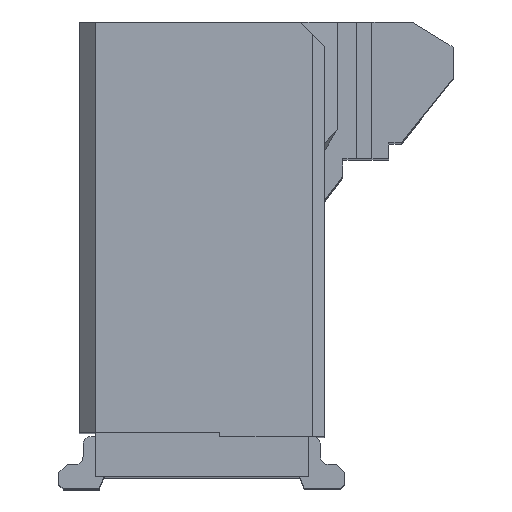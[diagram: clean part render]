
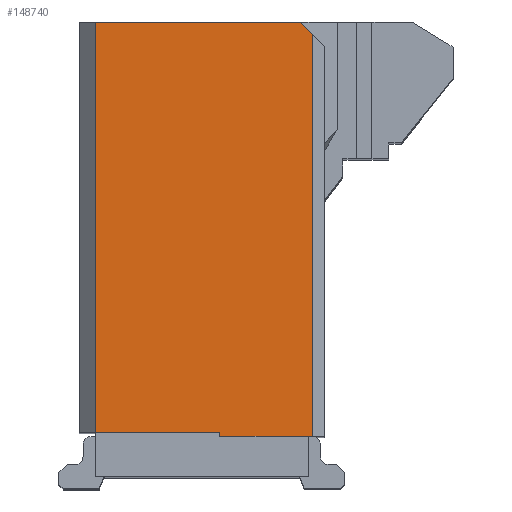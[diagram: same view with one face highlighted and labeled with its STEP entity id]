
A CAD part, top view. The second image highlights one B-rep face of the part: STEP entity #148740.
In plain terms, the highlighted planar face has unit normal (0, 0, 1).
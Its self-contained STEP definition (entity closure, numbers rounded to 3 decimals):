
#16020=CARTESIAN_POINT('',(47.918,-8.,-6.105));
#16030=DIRECTION('',(0.,-1.,0.));
#16040=VECTOR('',#16030,1.);
#16050=LINE('',#16020,#16040);
#16060=CARTESIAN_POINT('',(47.918,-1.022,
-6.105));
#16070=VERTEX_POINT('',#16060);
#16080=CARTESIAN_POINT('',(47.918,-1.072,
-6.105));
#16090=VERTEX_POINT('',#16080);
#16100=EDGE_CURVE('',#16070,#16090,#16050,.T.);
#140300=CARTESIAN_POINT('',(36.,-1.072,-6.105));
#140310=DIRECTION('',(1.,0.,0.));
#140320=VECTOR('',#140310,1.);
#140330=LINE('',#140300,#140320);
#140340=CARTESIAN_POINT('',(49.068,-1.072,
-6.105));
#140350=VERTEX_POINT('',#140340);
#140360=EDGE_CURVE('',#16090,#140350,#140330,.T.);
#146990=CARTESIAN_POINT('',(46.368,-1.022,
-6.105));
#147000=VERTEX_POINT('',#146990);
#147030=CARTESIAN_POINT('',(36.,-1.022,-6.105));
#147040=DIRECTION('',(-1.,0.,0.));
#147050=VECTOR('',#147040,1.);
#147060=LINE('',#147030,#147050);
#147070=EDGE_CURVE('',#16070,#147000,#147060,.T.);
#148210=CARTESIAN_POINT('',(49.068,3.928,
-6.105));
#148220=VERTEX_POINT('',#148210);
#148250=CARTESIAN_POINT('',(60.996,-8.,-6.105));
#148260=DIRECTION('',(0.707,-0.707,0.));
#148270=VECTOR('',#148260,1.);
#148280=LINE('',#148250,#148270);
#148290=CARTESIAN_POINT('',(48.918,4.078,
-6.105));
#148300=VERTEX_POINT('',#148290);
#148310=EDGE_CURVE('',#148300,#148220,#148280,.T.);
#148430=CARTESIAN_POINT('',(47.918,-1.022,
-6.105));
#148440=DIRECTION('',(0.,-0.,1.));
#148450=DIRECTION('',(1.,0.,0.));
#148460=AXIS2_PLACEMENT_3D('',#148430,#148440,#148450);
#148470=PLANE('',#148460);
#148480=ORIENTED_EDGE('',*,*,#140360,.T.);
#148490=ORIENTED_EDGE('',*,*,#16100,.T.);
#148500=ORIENTED_EDGE('',*,*,#147070,.F.);
#148510=CARTESIAN_POINT('',(46.368,1.528,
-6.105));
#148520=DIRECTION('',(0.,1.,0.));
#148530=VECTOR('',#148520,1.);
#148540=LINE('',#148510,#148530);
#148550=CARTESIAN_POINT('',(46.368,4.078,
-6.105));
#148560=VERTEX_POINT('',#148550);
#148570=EDGE_CURVE('',#147000,#148560,#148540,.T.);
#148580=ORIENTED_EDGE('',*,*,#148570,.F.);
#148590=CARTESIAN_POINT('',(36.,4.078,-6.105));
#148600=DIRECTION('',(1.,0.,0.));
#148610=VECTOR('',#148600,1.);
#148620=LINE('',#148590,#148610);
#148630=EDGE_CURVE('',#148560,#148300,#148620,.T.);
#148640=ORIENTED_EDGE('',*,*,#148630,.F.);
#148650=ORIENTED_EDGE('',*,*,#148310,.F.);
#148660=CARTESIAN_POINT('',(49.068,1.353,
-6.105));
#148670=DIRECTION('',(0.,-1.,0.));
#148680=VECTOR('',#148670,1.);
#148690=LINE('',#148660,#148680);
#148700=EDGE_CURVE('',#148220,#140350,#148690,.T.);
#148710=ORIENTED_EDGE('',*,*,#148700,.F.);
#148720=EDGE_LOOP('',(#148710,#148650,#148640,#148580,#148500,#148490,
#148480));
#148730=FACE_OUTER_BOUND('',#148720,.T.);
#148740=ADVANCED_FACE('',(#148730),#148470,.T.);
